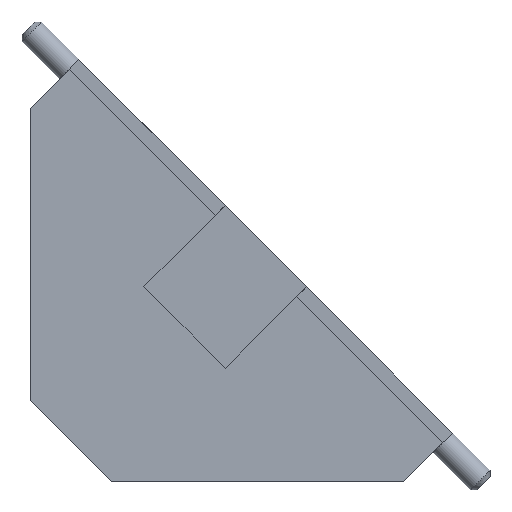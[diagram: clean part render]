
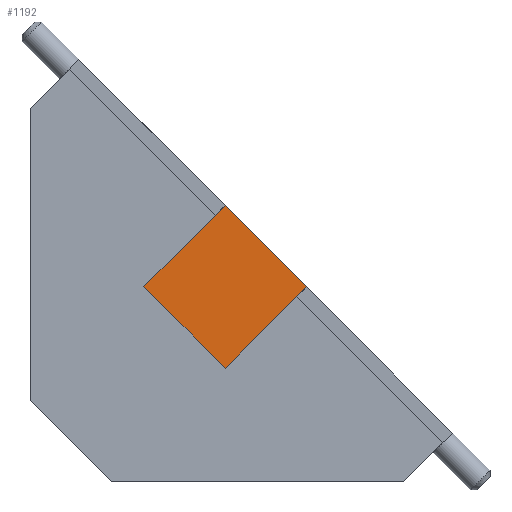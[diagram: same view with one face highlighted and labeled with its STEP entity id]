
A CAD part, top view. The second image highlights one B-rep face of the part: STEP entity #1192.
In plain terms, the highlighted planar face has unit normal (0, 0, 1).
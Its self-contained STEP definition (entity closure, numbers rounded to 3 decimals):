
#280 = PLANE('',#281);
#281 = AXIS2_PLACEMENT_3D('',#282,#283,#284);
#282 = CARTESIAN_POINT('',(9.192,1.061,0.));
#283 = DIRECTION('',(-0.707,-0.707,0.));
#284 = DIRECTION('',(-0.707,0.707,0.));
#573 = VERTEX_POINT('',#574);
#574 = CARTESIAN_POINT('',(6.01,4.243,0.1));
#588 = PLANE('',#589);
#589 = AXIS2_PLACEMENT_3D('',#590,#591,#592);
#590 = CARTESIAN_POINT('',(6.01,4.243,0.6));
#591 = DIRECTION('',(-0.707,0.707,0.));
#592 = DIRECTION('',(-0.707,-0.707,0.));
#600 = EDGE_CURVE('',#601,#573,#603,.T.);
#601 = VERTEX_POINT('',#602);
#602 = CARTESIAN_POINT('',(4.243,6.01,0.1));
#603 = SURFACE_CURVE('',#604,(#608,#615),.PCURVE_S1.);
#604 = LINE('',#605,#606);
#605 = CARTESIAN_POINT('',(4.243,6.01,0.1));
#606 = VECTOR('',#607,1.);
#607 = DIRECTION('',(0.707,-0.707,0.));
#608 = PCURVE('',#280,#609);
#609 = DEFINITIONAL_REPRESENTATION('',(#610),#614);
#610 = LINE('',#611,#612);
#611 = CARTESIAN_POINT('',(7.,-0.1));
#612 = VECTOR('',#613,1.);
#613 = DIRECTION('',(-1.,-0.));
#614 = ( GEOMETRIC_REPRESENTATION_CONTEXT(2) 
PARAMETRIC_REPRESENTATION_CONTEXT() REPRESENTATION_CONTEXT('2D SPACE',''
  ) );
#615 = PCURVE('',#616,#621);
#616 = PLANE('',#617);
#617 = AXIS2_PLACEMENT_3D('',#618,#619,#620);
#618 = CARTESIAN_POINT('',(4.243,4.243,0.1));
#619 = DIRECTION('',(0.,0.,1.));
#620 = DIRECTION('',(1.,0.,0.));
#621 = DEFINITIONAL_REPRESENTATION('',(#622),#626);
#622 = LINE('',#623,#624);
#623 = CARTESIAN_POINT('',(0.,1.768));
#624 = VECTOR('',#625,1.);
#625 = DIRECTION('',(0.707,-0.707));
#626 = ( GEOMETRIC_REPRESENTATION_CONTEXT(2) 
PARAMETRIC_REPRESENTATION_CONTEXT() REPRESENTATION_CONTEXT('2D SPACE',''
  ) );
#644 = PLANE('',#645);
#645 = AXIS2_PLACEMENT_3D('',#646,#647,#648);
#646 = CARTESIAN_POINT('',(2.475,4.243,0.6));
#647 = DIRECTION('',(0.707,-0.707,0.));
#648 = DIRECTION('',(0.707,0.707,0.));
#978 = PLANE('',#979);
#979 = AXIS2_PLACEMENT_3D('',#980,#981,#982);
#980 = CARTESIAN_POINT('',(4.243,2.475,0.6));
#981 = DIRECTION('',(0.707,0.707,0.));
#982 = DIRECTION('',(-0.707,0.707,0.));
#1146 = VERTEX_POINT('',#1147);
#1147 = CARTESIAN_POINT('',(2.475,4.243,0.1));
#1168 = EDGE_CURVE('',#1146,#601,#1169,.T.);
#1169 = SURFACE_CURVE('',#1170,(#1174,#1181),.PCURVE_S1.);
#1170 = LINE('',#1171,#1172);
#1171 = CARTESIAN_POINT('',(2.475,4.243,0.1));
#1172 = VECTOR('',#1173,1.);
#1173 = DIRECTION('',(0.707,0.707,0.));
#1174 = PCURVE('',#644,#1175);
#1175 = DEFINITIONAL_REPRESENTATION('',(#1176),#1180);
#1176 = LINE('',#1177,#1178);
#1177 = CARTESIAN_POINT('',(0.,-0.5));
#1178 = VECTOR('',#1179,1.);
#1179 = DIRECTION('',(1.,0.));
#1180 = ( GEOMETRIC_REPRESENTATION_CONTEXT(2) 
PARAMETRIC_REPRESENTATION_CONTEXT() REPRESENTATION_CONTEXT('2D SPACE',''
  ) );
#1181 = PCURVE('',#616,#1182);
#1182 = DEFINITIONAL_REPRESENTATION('',(#1183),#1187);
#1183 = LINE('',#1184,#1185);
#1184 = CARTESIAN_POINT('',(-1.768,0.));
#1185 = VECTOR('',#1186,1.);
#1186 = DIRECTION('',(0.707,0.707));
#1187 = ( GEOMETRIC_REPRESENTATION_CONTEXT(2) 
PARAMETRIC_REPRESENTATION_CONTEXT() REPRESENTATION_CONTEXT('2D SPACE',''
  ) );
#1192 = ADVANCED_FACE('',(#1193),#616,.T.);
#1193 = FACE_BOUND('',#1194,.F.);
#1194 = EDGE_LOOP('',(#1195,#1196,#1219,#1240));
#1195 = ORIENTED_EDGE('',*,*,#600,.T.);
#1196 = ORIENTED_EDGE('',*,*,#1197,.T.);
#1197 = EDGE_CURVE('',#573,#1198,#1200,.T.);
#1198 = VERTEX_POINT('',#1199);
#1199 = CARTESIAN_POINT('',(4.243,2.475,0.1));
#1200 = SURFACE_CURVE('',#1201,(#1205,#1212),.PCURVE_S1.);
#1201 = LINE('',#1202,#1203);
#1202 = CARTESIAN_POINT('',(6.01,4.243,0.1));
#1203 = VECTOR('',#1204,1.);
#1204 = DIRECTION('',(-0.707,-0.707,0.));
#1205 = PCURVE('',#616,#1206);
#1206 = DEFINITIONAL_REPRESENTATION('',(#1207),#1211);
#1207 = LINE('',#1208,#1209);
#1208 = CARTESIAN_POINT('',(1.768,0.));
#1209 = VECTOR('',#1210,1.);
#1210 = DIRECTION('',(-0.707,-0.707));
#1211 = ( GEOMETRIC_REPRESENTATION_CONTEXT(2) 
PARAMETRIC_REPRESENTATION_CONTEXT() REPRESENTATION_CONTEXT('2D SPACE',''
  ) );
#1212 = PCURVE('',#588,#1213);
#1213 = DEFINITIONAL_REPRESENTATION('',(#1214),#1218);
#1214 = LINE('',#1215,#1216);
#1215 = CARTESIAN_POINT('',(-0.,-0.5));
#1216 = VECTOR('',#1217,1.);
#1217 = DIRECTION('',(1.,0.));
#1218 = ( GEOMETRIC_REPRESENTATION_CONTEXT(2) 
PARAMETRIC_REPRESENTATION_CONTEXT() REPRESENTATION_CONTEXT('2D SPACE',''
  ) );
#1219 = ORIENTED_EDGE('',*,*,#1220,.T.);
#1220 = EDGE_CURVE('',#1198,#1146,#1221,.T.);
#1221 = SURFACE_CURVE('',#1222,(#1226,#1233),.PCURVE_S1.);
#1222 = LINE('',#1223,#1224);
#1223 = CARTESIAN_POINT('',(4.243,2.475,0.1));
#1224 = VECTOR('',#1225,1.);
#1225 = DIRECTION('',(-0.707,0.707,0.));
#1226 = PCURVE('',#616,#1227);
#1227 = DEFINITIONAL_REPRESENTATION('',(#1228),#1232);
#1228 = LINE('',#1229,#1230);
#1229 = CARTESIAN_POINT('',(0.,-1.768));
#1230 = VECTOR('',#1231,1.);
#1231 = DIRECTION('',(-0.707,0.707));
#1232 = ( GEOMETRIC_REPRESENTATION_CONTEXT(2) 
PARAMETRIC_REPRESENTATION_CONTEXT() REPRESENTATION_CONTEXT('2D SPACE',''
  ) );
#1233 = PCURVE('',#978,#1234);
#1234 = DEFINITIONAL_REPRESENTATION('',(#1235),#1239);
#1235 = LINE('',#1236,#1237);
#1236 = CARTESIAN_POINT('',(0.,-0.5));
#1237 = VECTOR('',#1238,1.);
#1238 = DIRECTION('',(1.,0.));
#1239 = ( GEOMETRIC_REPRESENTATION_CONTEXT(2) 
PARAMETRIC_REPRESENTATION_CONTEXT() REPRESENTATION_CONTEXT('2D SPACE',''
  ) );
#1240 = ORIENTED_EDGE('',*,*,#1168,.T.);
